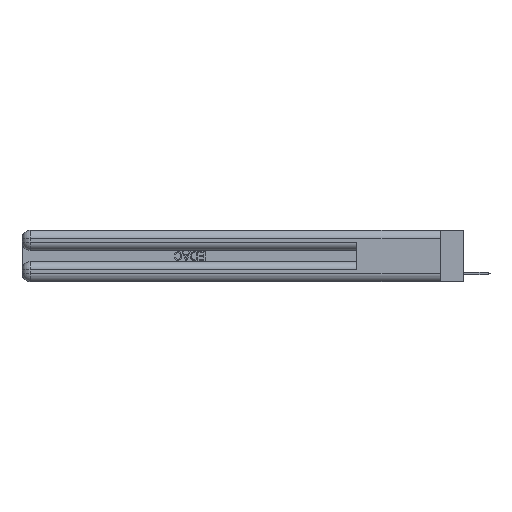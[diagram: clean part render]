
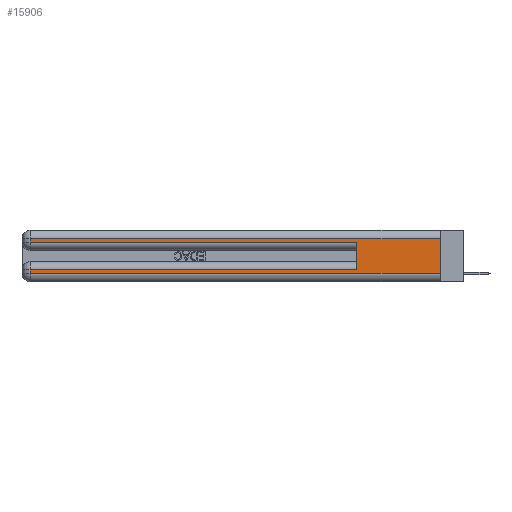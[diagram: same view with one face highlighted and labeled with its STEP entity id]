
A CAD part, left-side view. The second image highlights one B-rep face of the part: STEP entity #15906.
In plain terms, the highlighted planar face has unit normal (-1, 0, 0).
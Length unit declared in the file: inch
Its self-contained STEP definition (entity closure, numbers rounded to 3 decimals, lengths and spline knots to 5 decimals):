
#338 = VERTEX_POINT ( 'NONE', #17792 ) ;
#362 = VECTOR ( 'NONE', #6746, 39.37008 ) ;
#564 = CARTESIAN_POINT ( 'NONE',  ( 0., 0.6, 0.145 ) ) ;
#1356 = VERTEX_POINT ( 'NONE', #16064 ) ;
#2238 = AXIS2_PLACEMENT_3D ( 'NONE', #34336, #31164, #15062 ) ;
#2243 = CARTESIAN_POINT ( 'NONE',  ( 0., 0., 0.085 ) ) ;
#2445 = ORIENTED_EDGE ( 'NONE', *, *, #14001, .T. ) ;
#2492 = ORIENTED_EDGE ( 'NONE', *, *, #9637, .T. ) ;
#3793 = VECTOR ( 'NONE', #13931, 39.37008 ) ;
#4721 = LINE ( 'NONE', #2243, #12263 ) ;
#4888 = PLANE ( 'NONE',  #2238 ) ;
#5066 = CARTESIAN_POINT ( 'NONE',  ( 0., 2.94, 0.37 ) ) ;
#5489 = ORIENTED_EDGE ( 'NONE', *, *, #6819, .F. ) ;
#6207 = DIRECTION ( 'NONE',  ( 0., 0., -1. ) ) ;
#6746 = DIRECTION ( 'NONE',  ( 0., -1., 0. ) ) ;
#6819 = EDGE_CURVE ( 'NONE', #12132, #8074, #21715, .T. ) ;
#8074 = VERTEX_POINT ( 'NONE', #32839 ) ;
#8870 = CARTESIAN_POINT ( 'NONE',  ( 0., 0., 0.37 ) ) ;
#9637 = EDGE_CURVE ( 'NONE', #17416, #11609, #22214, .T. ) ;
#10499 = DIRECTION ( 'NONE',  ( 0., 1., 0. ) ) ;
#11609 = VERTEX_POINT ( 'NONE', #31870 ) ;
#12132 = VERTEX_POINT ( 'NONE', #30003 ) ;
#12263 = VECTOR ( 'NONE', #10499, 39.37008 ) ;
#12351 = VECTOR ( 'NONE', #32364, 39.37008 ) ;
#12515 = EDGE_CURVE ( 'NONE', #11609, #8074, #27706, .T. ) ;
#12961 = FACE_OUTER_BOUND ( 'NONE', #22237, .T. ) ;
#13400 = DIRECTION ( 'NONE',  ( 0., 0., 1. ) ) ;
#13657 = EDGE_CURVE ( 'NONE', #338, #1356, #16728, .T. ) ;
#13931 = DIRECTION ( 'NONE',  ( 0., 0., -1. ) ) ;
#14001 = EDGE_CURVE ( 'NONE', #338, #17416, #24156, .T. ) ;
#14062 = CARTESIAN_POINT ( 'NONE',  ( 0., 0., 0.31 ) ) ;
#15062 = DIRECTION ( 'NONE',  ( 0., 0., -1. ) ) ;
#15635 = CARTESIAN_POINT ( 'NONE',  ( 0., 2.94, 0.085 ) ) ;
#15906 = ADVANCED_FACE ( 'NONE', ( #12961 ), #4888, .F. ) ;
#16064 = CARTESIAN_POINT ( 'NONE',  ( 0., 0., 0.06 ) ) ;
#16647 = EDGE_CURVE ( 'NONE', #12132, #26727, #4721, .T. ) ;
#16728 = LINE ( 'NONE', #8870, #3793 ) ;
#17362 = EDGE_CURVE ( 'NONE', #31790, #1356, #20067, .T. ) ;
#17416 = VERTEX_POINT ( 'NONE', #25539 ) ;
#17792 = CARTESIAN_POINT ( 'NONE',  ( 0., 0., 0.31 ) ) ;
#17829 = VECTOR ( 'NONE', #29963, 39.37008 ) ;
#18020 = VECTOR ( 'NONE', #13400, 39.37008 ) ;
#20067 = LINE ( 'NONE', #33658, #32573 ) ;
#20459 = ORIENTED_EDGE ( 'NONE', *, *, #26136, .T. ) ;
#21715 = LINE ( 'NONE', #564, #18020 ) ;
#22163 = ORIENTED_EDGE ( 'NONE', *, *, #13657, .F. ) ;
#22214 = LINE ( 'NONE', #30345, #27721 ) ;
#22237 = EDGE_LOOP ( 'NONE', ( #22163, #2445, #2492, #32929, #5489, #31391, #20459, #29718 ) ) ;
#22741 = CARTESIAN_POINT ( 'NONE',  ( 0., 0., 0.285 ) ) ;
#24156 = LINE ( 'NONE', #14062, #17829 ) ;
#25539 = CARTESIAN_POINT ( 'NONE',  ( 0., 2.94, 0.31 ) ) ;
#26136 = EDGE_CURVE ( 'NONE', #26727, #31790, #29187, .T. ) ;
#26727 = VERTEX_POINT ( 'NONE', #15635 ) ;
#27706 = LINE ( 'NONE', #22741, #362 ) ;
#27721 = VECTOR ( 'NONE', #6207, 39.37008 ) ;
#29187 = LINE ( 'NONE', #5066, #12351 ) ;
#29718 = ORIENTED_EDGE ( 'NONE', *, *, #17362, .T. ) ;
#29963 = DIRECTION ( 'NONE',  ( 0., 1., 0. ) ) ;
#30003 = CARTESIAN_POINT ( 'NONE',  ( 0., 0.6, 0.085 ) ) ;
#30345 = CARTESIAN_POINT ( 'NONE',  ( 0., 2.94, 0.37 ) ) ;
#31164 = DIRECTION ( 'NONE',  ( 1., 0., 0. ) ) ;
#31391 = ORIENTED_EDGE ( 'NONE', *, *, #16647, .T. ) ;
#31790 = VERTEX_POINT ( 'NONE', #33521 ) ;
#31870 = CARTESIAN_POINT ( 'NONE',  ( 0., 2.94, 0.285 ) ) ;
#32364 = DIRECTION ( 'NONE',  ( 0., 0., -1. ) ) ;
#32573 = VECTOR ( 'NONE', #34185, 39.37008 ) ;
#32839 = CARTESIAN_POINT ( 'NONE',  ( 0., 0.6, 0.285 ) ) ;
#32929 = ORIENTED_EDGE ( 'NONE', *, *, #12515, .T. ) ;
#33521 = CARTESIAN_POINT ( 'NONE',  ( 0., 2.94, 0.06 ) ) ;
#33658 = CARTESIAN_POINT ( 'NONE',  ( 0., 0., 0.06 ) ) ;
#34185 = DIRECTION ( 'NONE',  ( 0., -1., 0. ) ) ;
#34336 = CARTESIAN_POINT ( 'NONE',  ( 0., 0., 0.37 ) ) ;
